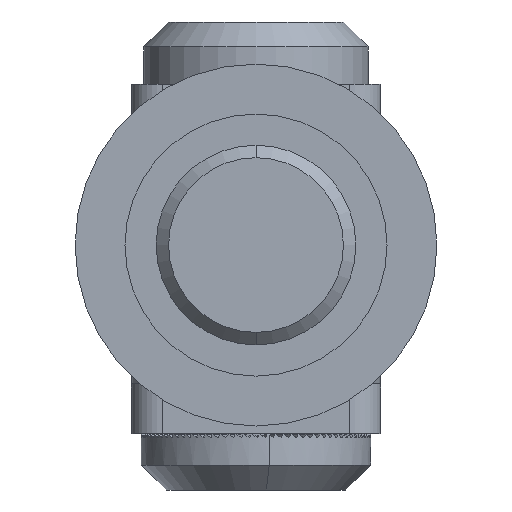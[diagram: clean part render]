
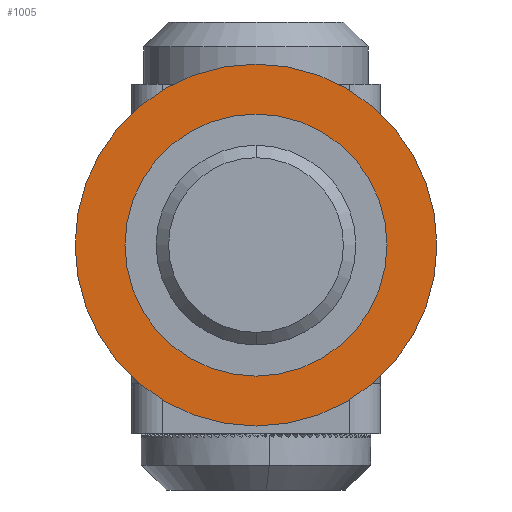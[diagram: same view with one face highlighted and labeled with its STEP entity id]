
A CAD part, front view. The second image highlights one B-rep face of the part: STEP entity #1005.
In plain terms, the highlighted planar face has unit normal (0, -1, 0).
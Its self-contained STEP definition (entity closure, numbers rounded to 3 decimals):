
#10 = DIRECTION ( 'NONE',  ( 0., 1., 0. ) ) ;
#24 = VERTEX_POINT ( 'NONE', #6140 ) ;
#78 = DIRECTION ( 'NONE',  ( 0., 1., 0. ) ) ;
#328 = DIRECTION ( 'NONE',  ( 0., 0., 1. ) ) ;
#494 = VERTEX_POINT ( 'NONE', #1449 ) ;
#496 = EDGE_LOOP ( 'NONE', ( #1893, #9730 ) ) ;
#1005 = ADVANCED_FACE ( 'NONE', ( #15997, #10773 ), #12229, .F. ) ;
#1041 = CARTESIAN_POINT ( 'NONE',  ( 0., -6., 10.5 ) ) ;
#1335 = AXIS2_PLACEMENT_3D ( 'NONE', #16019, #10721, #13368 ) ;
#1449 = CARTESIAN_POINT ( 'NONE',  ( 0., -6., -10.5 ) ) ;
#1502 = VERTEX_POINT ( 'NONE', #4121 ) ;
#1679 = CIRCLE ( 'NONE', #13380, 14.5 ) ;
#1893 = ORIENTED_EDGE ( 'NONE', *, *, #3441, .F. ) ;
#3441 = EDGE_CURVE ( 'NONE', #24, #1502, #9321, .T. ) ;
#3814 = ORIENTED_EDGE ( 'NONE', *, *, #14783, .T. ) ;
#4121 = CARTESIAN_POINT ( 'NONE',  ( 0., -6., -14.5 ) ) ;
#5545 = CIRCLE ( 'NONE', #11816, 10.5 ) ;
#5735 = CARTESIAN_POINT ( 'NONE',  ( 14.5, -6., 0. ) ) ;
#6140 = CARTESIAN_POINT ( 'NONE',  ( 0., -6., 14.5 ) ) ;
#6363 = AXIS2_PLACEMENT_3D ( 'NONE', #12444, #11340, #15276 ) ;
#6930 = DIRECTION ( 'NONE',  ( 0., 1., 0. ) ) ;
#8375 = CIRCLE ( 'NONE', #1335, 10.5 ) ;
#8515 = EDGE_CURVE ( 'NONE', #494, #12904, #5545, .T. ) ;
#9321 = CIRCLE ( 'NONE', #6363, 14.5 ) ;
#9414 = ORIENTED_EDGE ( 'NONE', *, *, #8515, .T. ) ;
#9730 = ORIENTED_EDGE ( 'NONE', *, *, #16382, .F. ) ;
#10721 = DIRECTION ( 'NONE',  ( 0., 1., 0. ) ) ;
#10773 = FACE_BOUND ( 'NONE', #12699, .T. ) ;
#11340 = DIRECTION ( 'NONE',  ( 0., 1., 0. ) ) ;
#11813 = CARTESIAN_POINT ( 'NONE',  ( 0., -6., 0. ) ) ;
#11816 = AXIS2_PLACEMENT_3D ( 'NONE', #11813, #78, #15665 ) ;
#12229 = PLANE ( 'NONE',  #16234 ) ;
#12444 = CARTESIAN_POINT ( 'NONE',  ( 0., -6., 0. ) ) ;
#12699 = EDGE_LOOP ( 'NONE', ( #3814, #9414 ) ) ;
#12904 = VERTEX_POINT ( 'NONE', #1041 ) ;
#12936 = CARTESIAN_POINT ( 'NONE',  ( 0., -6., 0. ) ) ;
#13368 = DIRECTION ( 'NONE',  ( 0., 0., 1. ) ) ;
#13380 = AXIS2_PLACEMENT_3D ( 'NONE', #12936, #10, #15593 ) ;
#14783 = EDGE_CURVE ( 'NONE', #12904, #494, #8375, .T. ) ;
#15276 = DIRECTION ( 'NONE',  ( 0., 0., 1. ) ) ;
#15593 = DIRECTION ( 'NONE',  ( 0., 0., 1. ) ) ;
#15665 = DIRECTION ( 'NONE',  ( 0., 0., 1. ) ) ;
#15997 = FACE_OUTER_BOUND ( 'NONE', #496, .T. ) ;
#16019 = CARTESIAN_POINT ( 'NONE',  ( 0., -6., 0. ) ) ;
#16234 = AXIS2_PLACEMENT_3D ( 'NONE', #5735, #6930, #328 ) ;
#16382 = EDGE_CURVE ( 'NONE', #1502, #24, #1679, .T. ) ;
